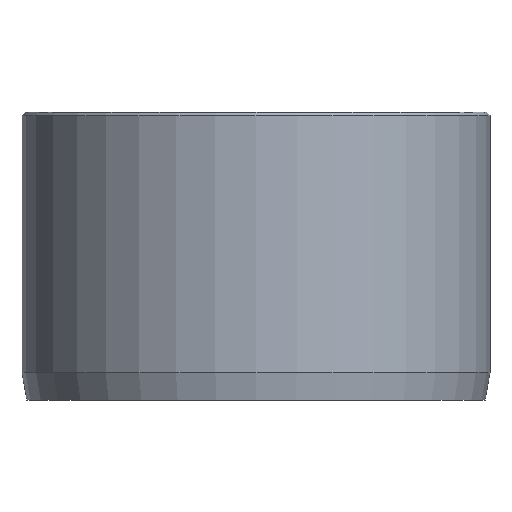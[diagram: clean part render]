
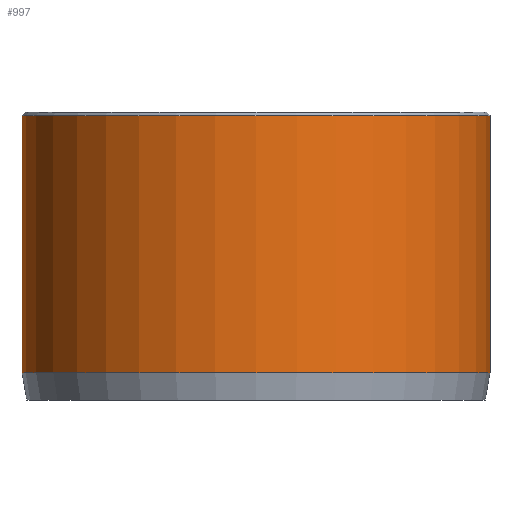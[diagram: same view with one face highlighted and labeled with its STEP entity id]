
A CAD part, front view. The second image highlights one B-rep face of the part: STEP entity #997.
In plain terms, the highlighted cylindrical face has radius 13 mm (diameter 26 mm), a partial arc.
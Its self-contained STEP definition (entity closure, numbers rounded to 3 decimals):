
#27 = DIRECTION ( 'NONE',  ( 0., 0., 1. ) ) ;
#130 = AXIS2_PLACEMENT_3D ( 'NONE', #582, #1275, #687 ) ;
#228 = FACE_OUTER_BOUND ( 'NONE', #497, .T. ) ;
#273 = LINE ( 'NONE', #432, #772 ) ;
#301 = AXIS2_PLACEMENT_3D ( 'NONE', #627, #27, #727 ) ;
#319 = CIRCLE ( 'NONE', #130, 13. ) ;
#403 = LINE ( 'NONE', #499, #930 ) ;
#432 = CARTESIAN_POINT ( 'NONE',  ( -13., 0., 16. ) ) ;
#465 = EDGE_CURVE ( 'NONE', #561, #996, #403, .T. ) ;
#497 = EDGE_LOOP ( 'NONE', ( #520, #929, #639, #933 ) ) ;
#499 = CARTESIAN_POINT ( 'NONE',  ( 13., 0., 16. ) ) ;
#520 = ORIENTED_EDGE ( 'NONE', *, *, #465, .F. ) ;
#561 = VERTEX_POINT ( 'NONE', #1112 ) ;
#582 = CARTESIAN_POINT ( 'NONE',  ( 0., 0., 15.8 ) ) ;
#591 = AXIS2_PLACEMENT_3D ( 'NONE', #903, #1107, #796 ) ;
#627 = CARTESIAN_POINT ( 'NONE',  ( 0., 0., 1.5 ) ) ;
#639 = ORIENTED_EDGE ( 'NONE', *, *, #657, .T. ) ;
#657 = EDGE_CURVE ( 'NONE', #787, #1259, #273, .T. ) ;
#687 = DIRECTION ( 'NONE',  ( 1., 0., 0. ) ) ;
#693 = DIRECTION ( 'NONE',  ( 0., 0., -1. ) ) ;
#727 = DIRECTION ( 'NONE',  ( 1., 0., 0. ) ) ;
#772 = VECTOR ( 'NONE', #1026, 1000. ) ;
#787 = VERTEX_POINT ( 'NONE', #1044 ) ;
#796 = DIRECTION ( 'NONE',  ( -1., 0., 0. ) ) ;
#892 = EDGE_CURVE ( 'NONE', #561, #787, #319, .T. ) ;
#903 = CARTESIAN_POINT ( 'NONE',  ( 0., 0., 16. ) ) ;
#929 = ORIENTED_EDGE ( 'NONE', *, *, #892, .T. ) ;
#930 = VECTOR ( 'NONE', #693, 1000. ) ;
#933 = ORIENTED_EDGE ( 'NONE', *, *, #1227, .T. ) ;
#991 = CYLINDRICAL_SURFACE ( 'NONE', #591, 13. ) ;
#996 = VERTEX_POINT ( 'NONE', #1293 ) ;
#997 = ADVANCED_FACE ( 'NONE', ( #228 ), #991, .T. ) ;
#1026 = DIRECTION ( 'NONE',  ( 0., 0., -1. ) ) ;
#1044 = CARTESIAN_POINT ( 'NONE',  ( -13., 0., 15.8 ) ) ;
#1103 = CIRCLE ( 'NONE', #301, 13. ) ;
#1107 = DIRECTION ( 'NONE',  ( 0., 0., -1. ) ) ;
#1112 = CARTESIAN_POINT ( 'NONE',  ( 13., 0., 15.8 ) ) ;
#1136 = CARTESIAN_POINT ( 'NONE',  ( -13., 0., 1.5 ) ) ;
#1227 = EDGE_CURVE ( 'NONE', #1259, #996, #1103, .T. ) ;
#1259 = VERTEX_POINT ( 'NONE', #1136 ) ;
#1275 = DIRECTION ( 'NONE',  ( 0., 0., -1. ) ) ;
#1293 = CARTESIAN_POINT ( 'NONE',  ( 13., 0., 1.5 ) ) ;
